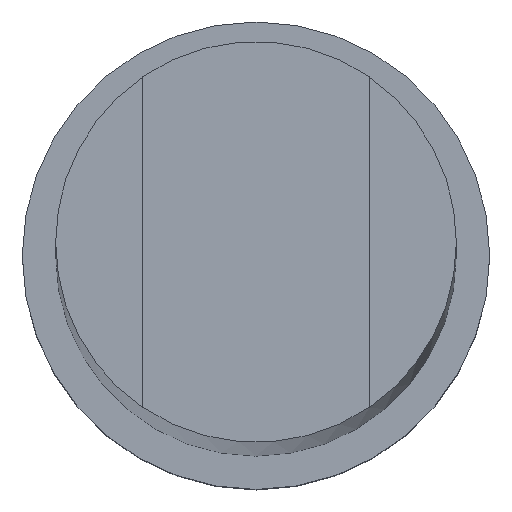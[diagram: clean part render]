
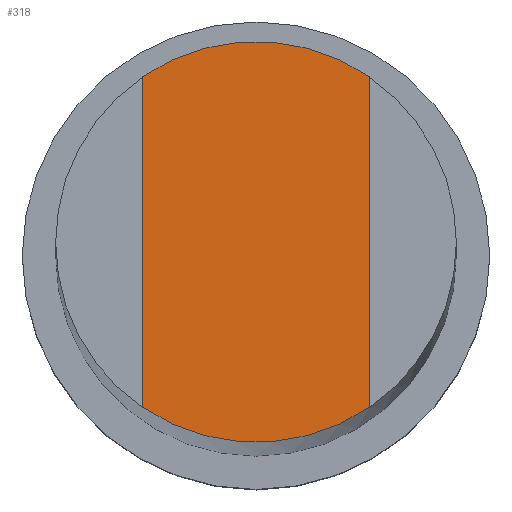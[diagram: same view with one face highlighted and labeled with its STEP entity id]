
A CAD part, top view. The second image highlights one B-rep face of the part: STEP entity #318.
In plain terms, the highlighted planar face has unit normal (0, 0, 1).
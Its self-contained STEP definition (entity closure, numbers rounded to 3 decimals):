
#45 = ORIENTED_EDGE ( 'NONE', *, *, #86, .T. ) ;
#64 = VERTEX_POINT ( 'NONE', #88 ) ;
#76 = LINE ( 'NONE', #206, #201 ) ;
#86 = EDGE_CURVE ( 'NONE', #500, #123, #419, .T. ) ;
#88 = CARTESIAN_POINT ( 'NONE',  ( -17., -24.718, 1230. ) ) ;
#122 = DIRECTION ( 'NONE',  ( 0., 1., 0. ) ) ;
#123 = VERTEX_POINT ( 'NONE', #197 ) ;
#130 = DIRECTION ( 'NONE',  ( 1., 0., 0. ) ) ;
#143 = EDGE_CURVE ( 'NONE', #64, #410, #495, .T. ) ;
#151 = DIRECTION ( 'NONE',  ( 0., 0., 1. ) ) ;
#187 = DIRECTION ( 'NONE',  ( 0., 0., 1. ) ) ;
#197 = CARTESIAN_POINT ( 'NONE',  ( -17., 24.718, 1230. ) ) ;
#201 = VECTOR ( 'NONE', #122, 1000. ) ;
#206 = CARTESIAN_POINT ( 'NONE',  ( -17., 0., 1230. ) ) ;
#209 = EDGE_LOOP ( 'NONE', ( #257, #521, #368, #45 ) ) ;
#216 = CARTESIAN_POINT ( 'NONE',  ( 17., 0., 1230. ) ) ;
#236 = FACE_OUTER_BOUND ( 'NONE', #209, .T. ) ;
#251 = CARTESIAN_POINT ( 'NONE',  ( 17., 24.718, 1230. ) ) ;
#257 = ORIENTED_EDGE ( 'NONE', *, *, #433, .F. ) ;
#259 = DIRECTION ( 'NONE',  ( 0., -1., 0. ) ) ;
#287 = PLANE ( 'NONE',  #460 ) ;
#318 = ADVANCED_FACE ( 'NONE', ( #236 ), #287, .T. ) ;
#339 = CARTESIAN_POINT ( 'NONE',  ( 17., -24.718, 1230. ) ) ;
#364 = AXIS2_PLACEMENT_3D ( 'NONE', #448, #456, #130 ) ;
#368 = ORIENTED_EDGE ( 'NONE', *, *, #510, .F. ) ;
#369 = DIRECTION ( 'NONE',  ( 1., 0., 0. ) ) ;
#382 = VECTOR ( 'NONE', #259, 1000. ) ;
#410 = VERTEX_POINT ( 'NONE', #339 ) ;
#419 = CIRCLE ( 'NONE', #364, 30. ) ;
#427 = CARTESIAN_POINT ( 'NONE',  ( 0., 0., 1230. ) ) ;
#433 = EDGE_CURVE ( 'NONE', #64, #123, #76, .T. ) ;
#448 = CARTESIAN_POINT ( 'NONE',  ( 0., 0., 1230. ) ) ;
#456 = DIRECTION ( 'NONE',  ( 0., 0., 1. ) ) ;
#460 = AXIS2_PLACEMENT_3D ( 'NONE', #427, #151, #516 ) ;
#495 = CIRCLE ( 'NONE', #589, 30. ) ;
#500 = VERTEX_POINT ( 'NONE', #251 ) ;
#503 = CARTESIAN_POINT ( 'NONE',  ( 0., 0., 1230. ) ) ;
#510 = EDGE_CURVE ( 'NONE', #500, #410, #571, .T. ) ;
#516 = DIRECTION ( 'NONE',  ( 1., 0., 0. ) ) ;
#521 = ORIENTED_EDGE ( 'NONE', *, *, #143, .T. ) ;
#571 = LINE ( 'NONE', #216, #382 ) ;
#589 = AXIS2_PLACEMENT_3D ( 'NONE', #503, #187, #369 ) ;
